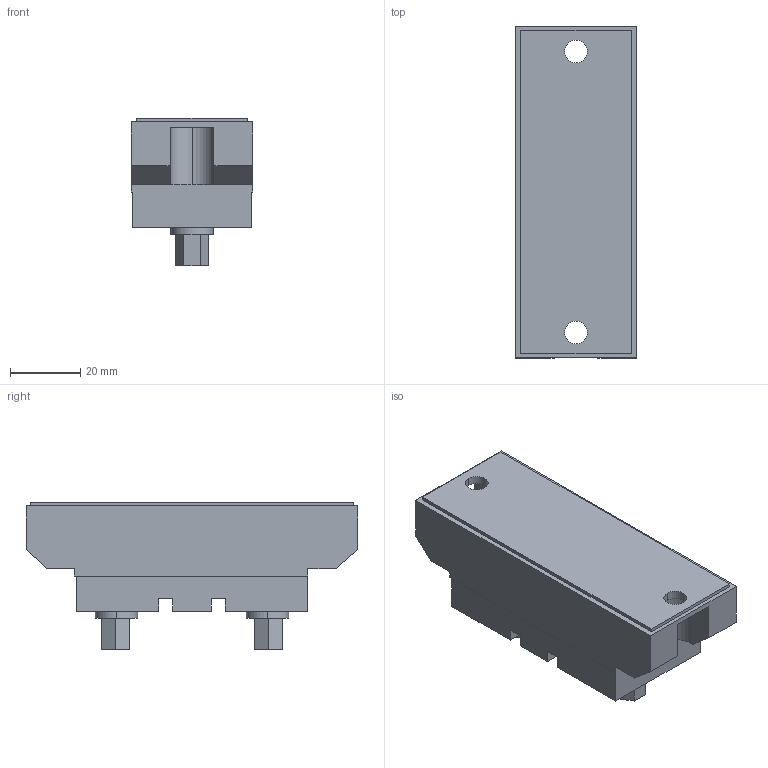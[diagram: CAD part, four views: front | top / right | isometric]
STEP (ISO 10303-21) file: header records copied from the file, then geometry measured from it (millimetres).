
FILE_DESCRIPTION (( 'STEP AP214' ), '1' );
FILE_NAME ('40CDG2DA200-300.STEP', '2025-04-07T07:04:44', ( '' ), ( 'Microsoft' ), 'SwSTEP 2.0', 'SolidWorks 2014', '' );
FILE_SCHEMA (( 'AUTOMOTIVE_DESIGN' ));
Length unit declared in the file: millimetre
Products named in the file (1): 40CDG2DA200-300
Bounding box: 34.5 x 94.5 x 42 mm (x, y, z)
Volume: 83171.4 mm3; surface area: 15280.3 mm2
Topology: 1 solids, 1 shells, 64 faces, 171 edges, 114 vertices
Faces by surface type: plane 53, cylinder 11
Entity records: 2019 total; most frequent: CARTESIAN_POINT 350, ORIENTED_EDGE 342, DIRECTION 323, EDGE_CURVE 171, LINE 149, VECTOR 149, VERTEX_POINT 114, AXIS2_PLACEMENT_3D 87
